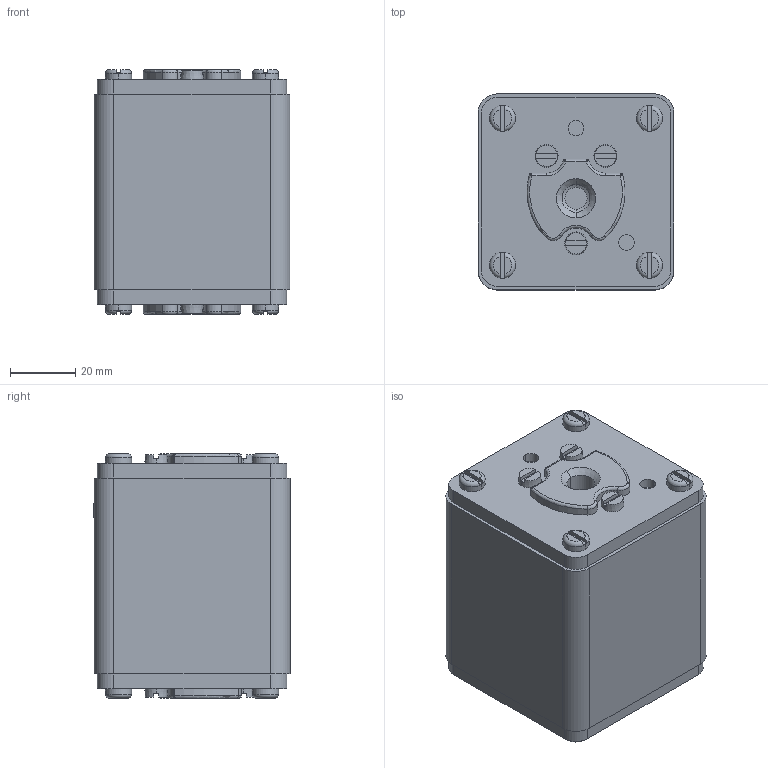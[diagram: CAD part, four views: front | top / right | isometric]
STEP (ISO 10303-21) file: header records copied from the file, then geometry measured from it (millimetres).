
FILE_DESCRIPTION(('Open CASCADE Model'),'2;1');
FILE_NAME('Open CASCADE Shape Model','2018-08-29T10:17:23',('Author'),( 'Open CASCADE'),'Open CASCADE STEP processor 7.3','Open CASCADE 7.3' ,'Unknown');
FILE_SCHEMA(('AUTOMOTIVE_DESIGN { 1 0 10303 214 1 1 1 1 }'));
Length unit declared in the file: millimetre
Products named in the file (6): Open CASCADE STEP translator 7.3 1; Open CASCADE STEP translator 7.3 1.1; Open CASCADE STEP translator 7.3 1.1.1; Open CASCADE STEP translator 7.3 1.1.2; Open CASCADE STEP translator 7.3 1.1.3; Open CASCADE STEP translator 7.3 1.2
Assembly tree (5 placements, depth 3):
  Open CASCADE STEP translator 7.3 1
    Open CASCADE STEP translator 7.3 1.1
      Open CASCADE STEP translator 7.3 1.1.1
      Open CASCADE STEP translator 7.3 1.1.2
      Open CASCADE STEP translator 7.3 1.1.3
    Open CASCADE STEP translator 7.3 1.2
Bounding box: 60 x 60.02 x 75 mm (x, y, z)
Volume: 247275.4 mm3; surface area: 25348.9 mm2
Topology: 4 solids, 4 shells, 287 faces, 716 edges, 462 vertices
Faces by surface type: plane 131, cylinder 94, torus 32, cone 22, bspline 8
Entity records: 27313 total; most frequent: CARTESIAN_POINT 13061, DIRECTION 2699, ORIENTED_EDGE 1432, PCURVE 1432, DEFINITIONAL_REPRESENTATION 1432, LINE 1324, VECTOR 1324, EDGE_CURVE 716
